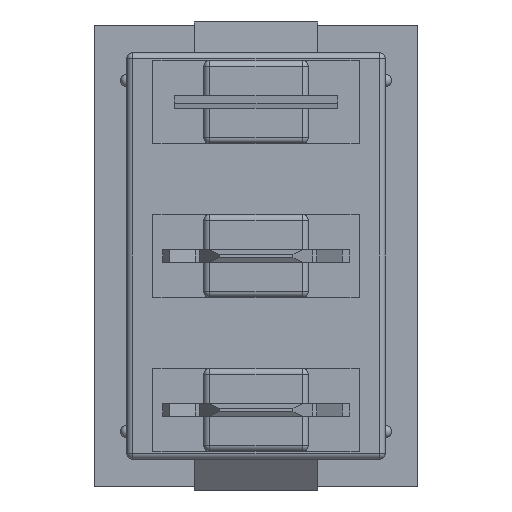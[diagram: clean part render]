
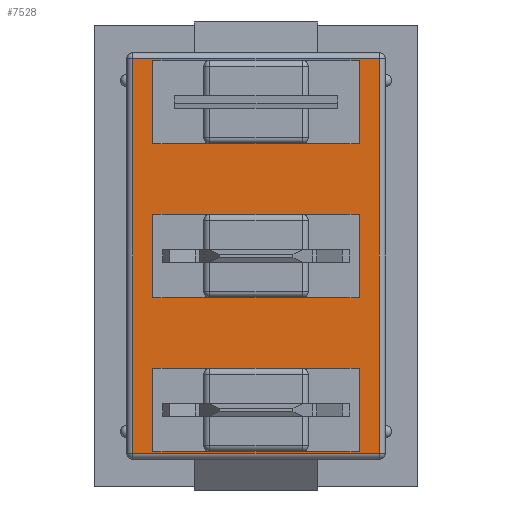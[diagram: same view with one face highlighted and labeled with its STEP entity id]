
A CAD part, front view. The second image highlights one B-rep face of the part: STEP entity #7528.
In plain terms, the highlighted planar face has unit normal (0, -1, 0).
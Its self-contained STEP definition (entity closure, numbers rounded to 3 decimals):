
#7528=ADVANCED_FACE('',(#17062,#17064,#17066,#17068),#17070,.F.);
#17062=FACE_BOUND('',#17063,.T.);
#17063=EDGE_LOOP('',(#31047,#31048,#31049,#31050));
#17064=FACE_BOUND('',#17065,.T.);
#17065=EDGE_LOOP('',(#31051,#31052,#31053,#31054));
#17066=FACE_BOUND('',#17067,.T.);
#17067=EDGE_LOOP('',(#31055,#31056,#31057,#31058));
#17068=FACE_BOUND('',#17069,.T.);
#17069=EDGE_LOOP('',(#31059,#31060,#31061,#31062));
#17070=PLANE('',#17071);
#17071=AXIS2_PLACEMENT_3D('',#17072,#17073,#17074);
#17072=CARTESIAN_POINT('',(0.,-8.,0.));
#17073=DIRECTION('',(0.,1.,0.));
#17074=DIRECTION('',(-1.,0.,0.));
#31047=ORIENTED_EDGE('',*,*,#35767,.F.);
#31048=ORIENTED_EDGE('',*,*,#35768,.F.);
#31049=ORIENTED_EDGE('',*,*,#35628,.F.);
#31050=ORIENTED_EDGE('',*,*,#35769,.F.);
#31051=ORIENTED_EDGE('',*,*,#35770,.F.);
#31052=ORIENTED_EDGE('',*,*,#35771,.F.);
#31053=ORIENTED_EDGE('',*,*,#35772,.F.);
#31054=ORIENTED_EDGE('',*,*,#35773,.F.);
#31055=ORIENTED_EDGE('',*,*,#35774,.F.);
#31056=ORIENTED_EDGE('',*,*,#35775,.F.);
#31057=ORIENTED_EDGE('',*,*,#35776,.F.);
#31058=ORIENTED_EDGE('',*,*,#35777,.F.);
#31059=ORIENTED_EDGE('',*,*,#35778,.F.);
#31060=ORIENTED_EDGE('',*,*,#35779,.F.);
#31061=ORIENTED_EDGE('',*,*,#35780,.F.);
#31062=ORIENTED_EDGE('',*,*,#35781,.F.);
#35628=EDGE_CURVE('',#40498,#40500,#40501,.T.);
#35767=EDGE_CURVE('',#40743,#40744,#40745,.T.);
#35768=EDGE_CURVE('',#40500,#40743,#40746,.T.);
#35769=EDGE_CURVE('',#40744,#40498,#40747,.T.);
#35770=EDGE_CURVE('',#40748,#40749,#40750,.F.);
#35771=EDGE_CURVE('',#40751,#40748,#40752,.F.);
#35772=EDGE_CURVE('',#40753,#40751,#40754,.F.);
#35773=EDGE_CURVE('',#40749,#40753,#40755,.F.);
#35774=EDGE_CURVE('',#40756,#40757,#40758,.F.);
#35775=EDGE_CURVE('',#40759,#40756,#40760,.F.);
#35776=EDGE_CURVE('',#40761,#40759,#40762,.F.);
#35777=EDGE_CURVE('',#40757,#40761,#40763,.F.);
#35778=EDGE_CURVE('',#40764,#40765,#40766,.F.);
#35779=EDGE_CURVE('',#40767,#40764,#40768,.F.);
#35780=EDGE_CURVE('',#40769,#40767,#40770,.F.);
#35781=EDGE_CURVE('',#40765,#40769,#40771,.F.);
#40498=VERTEX_POINT('',#51610);
#40500=VERTEX_POINT('',#51615);
#40501=LINE('',#51616,#51617);
#40743=VERTEX_POINT('',#52208);
#40744=VERTEX_POINT('',#52209);
#40745=LINE('',#52210,#52211);
#40746=LINE('',#52213,#52214);
#40747=LINE('',#52216,#52217);
#40748=VERTEX_POINT('',#52219);
#40749=VERTEX_POINT('',#52220);
#40750=LINE('',#52221,#52222);
#40751=VERTEX_POINT('',#52224);
#40752=LINE('',#52225,#52226);
#40753=VERTEX_POINT('',#52228);
#40754=LINE('',#52229,#52230);
#40755=LINE('',#52232,#52233);
#40756=VERTEX_POINT('',#52235);
#40757=VERTEX_POINT('',#52236);
#40758=LINE('',#52237,#52238);
#40759=VERTEX_POINT('',#52240);
#40760=LINE('',#52241,#52242);
#40761=VERTEX_POINT('',#52244);
#40762=LINE('',#52245,#52246);
#40763=LINE('',#52248,#52249);
#40764=VERTEX_POINT('',#52251);
#40765=VERTEX_POINT('',#52252);
#40766=LINE('',#52253,#52254);
#40767=VERTEX_POINT('',#52256);
#40768=LINE('',#52257,#52258);
#40769=VERTEX_POINT('',#52260);
#40770=LINE('',#52261,#52262);
#40771=LINE('',#52264,#52265);
#51610=CARTESIAN_POINT('',(-4.,-8.,-6.4));
#51615=CARTESIAN_POINT('',(-4.,-8.,6.4));
#51616=CARTESIAN_POINT('',(-4.,-8.,-6.4));
#51617=VECTOR('',#51618,1.);
#51618=DIRECTION('',(0.,0.,1.));
#52208=CARTESIAN_POINT('',(4.,-8.,6.4));
#52209=CARTESIAN_POINT('',(4.,-8.,-6.4));
#52210=CARTESIAN_POINT('',(4.,-8.,6.4));
#52211=VECTOR('',#52212,1.);
#52212=DIRECTION('',(0.,0.,-1.));
#52213=CARTESIAN_POINT('',(-4.,-8.,6.4));
#52214=VECTOR('',#52215,1.);
#52215=DIRECTION('',(1.,0.,0.));
#52216=CARTESIAN_POINT('',(4.,-8.,-6.4));
#52217=VECTOR('',#52218,1.);
#52218=DIRECTION('',(-1.,0.,0.));
#52219=CARTESIAN_POINT('',(3.35,-8.,-3.65));
#52220=CARTESIAN_POINT('',(-3.35,-8.,-3.65));
#52221=CARTESIAN_POINT('',(-3.35,-8.,-3.65));
#52222=VECTOR('',#52223,1.);
#52223=DIRECTION('',(1.,0.,0.));
#52224=CARTESIAN_POINT('',(3.35,-8.,-6.35));
#52225=CARTESIAN_POINT('',(3.35,-8.,-3.65));
#52226=VECTOR('',#52227,1.);
#52227=DIRECTION('',(0.,0.,-1.));
#52228=CARTESIAN_POINT('',(-3.35,-8.,-6.35));
#52229=CARTESIAN_POINT('',(3.35,-8.,-6.35));
#52230=VECTOR('',#52231,1.);
#52231=DIRECTION('',(-1.,0.,0.));
#52232=CARTESIAN_POINT('',(-3.35,-8.,-6.35));
#52233=VECTOR('',#52234,1.);
#52234=DIRECTION('',(0.,0.,1.));
#52235=CARTESIAN_POINT('',(3.35,-8.,1.35));
#52236=CARTESIAN_POINT('',(-3.35,-8.,1.35));
#52237=CARTESIAN_POINT('',(-3.35,-8.,1.35));
#52238=VECTOR('',#52239,1.);
#52239=DIRECTION('',(1.,0.,0.));
#52240=CARTESIAN_POINT('',(3.35,-8.,-1.35));
#52241=CARTESIAN_POINT('',(3.35,-8.,1.35));
#52242=VECTOR('',#52243,1.);
#52243=DIRECTION('',(0.,0.,-1.));
#52244=CARTESIAN_POINT('',(-3.35,-8.,-1.35));
#52245=CARTESIAN_POINT('',(3.35,-8.,-1.35));
#52246=VECTOR('',#52247,1.);
#52247=DIRECTION('',(-1.,0.,0.));
#52248=CARTESIAN_POINT('',(-3.35,-8.,-1.35));
#52249=VECTOR('',#52250,1.);
#52250=DIRECTION('',(0.,0.,1.));
#52251=CARTESIAN_POINT('',(3.35,-8.,6.35));
#52252=CARTESIAN_POINT('',(-3.35,-8.,6.35));
#52253=CARTESIAN_POINT('',(-3.35,-8.,6.35));
#52254=VECTOR('',#52255,1.);
#52255=DIRECTION('',(1.,0.,0.));
#52256=CARTESIAN_POINT('',(3.35,-8.,3.65));
#52257=CARTESIAN_POINT('',(3.35,-8.,6.35));
#52258=VECTOR('',#52259,1.);
#52259=DIRECTION('',(0.,0.,-1.));
#52260=CARTESIAN_POINT('',(-3.35,-8.,3.65));
#52261=CARTESIAN_POINT('',(3.35,-8.,3.65));
#52262=VECTOR('',#52263,1.);
#52263=DIRECTION('',(-1.,0.,0.));
#52264=CARTESIAN_POINT('',(-3.35,-8.,3.65));
#52265=VECTOR('',#52266,1.);
#52266=DIRECTION('',(0.,0.,1.));
